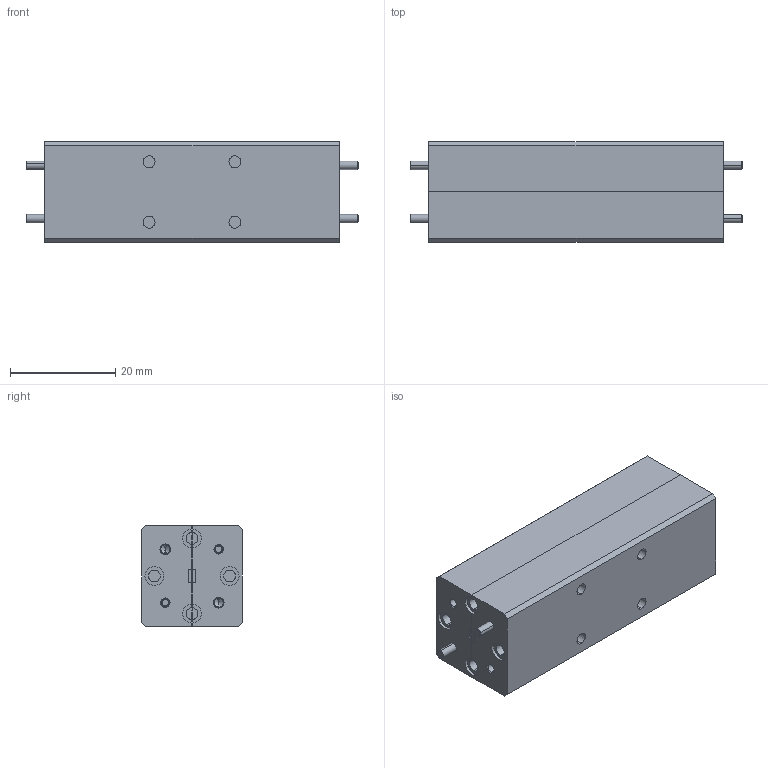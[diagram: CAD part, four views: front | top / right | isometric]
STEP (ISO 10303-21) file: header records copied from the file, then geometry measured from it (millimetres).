
FILE_DESCRIPTION (( 'STEP AP214' ), '1' );
FILE_NAME ('SWF-80310340-10-B1.STEP', '2018-08-31T22:04:53', ( '' ), ( '' ), 'SwSTEP 2.0', 'SolidWorks 2016', '' );
FILE_SCHEMA (( 'AUTOMOTIVE_DESIGN' ));
Length unit declared in the file: inch
Products named in the file (1): SWF-80310340-10-B1
Bounding box: 62.94 x 19.05 x 19.05 mm (x, y, z)
Volume: 19335.5 mm3; surface area: 12698.8 mm2
Topology: 30 solids, 30 shells, 1536 faces, 3984 edges, 2564 vertices
Faces by surface type: cylinder 1044, plane 264, cone 204, bspline 24
Entity records: 86999 total; most frequent: CARTESIAN_POINT 34061, ORIENTED_EDGE 7936, DIRECTION 5790, EDGE_CURVE 3968, VERTEX_POINT 2564, AXIS2_PLACEMENT_3D 2145, EDGE_LOOP 1632, LENGTH_MEASURE_WITH_UNIT 1568
